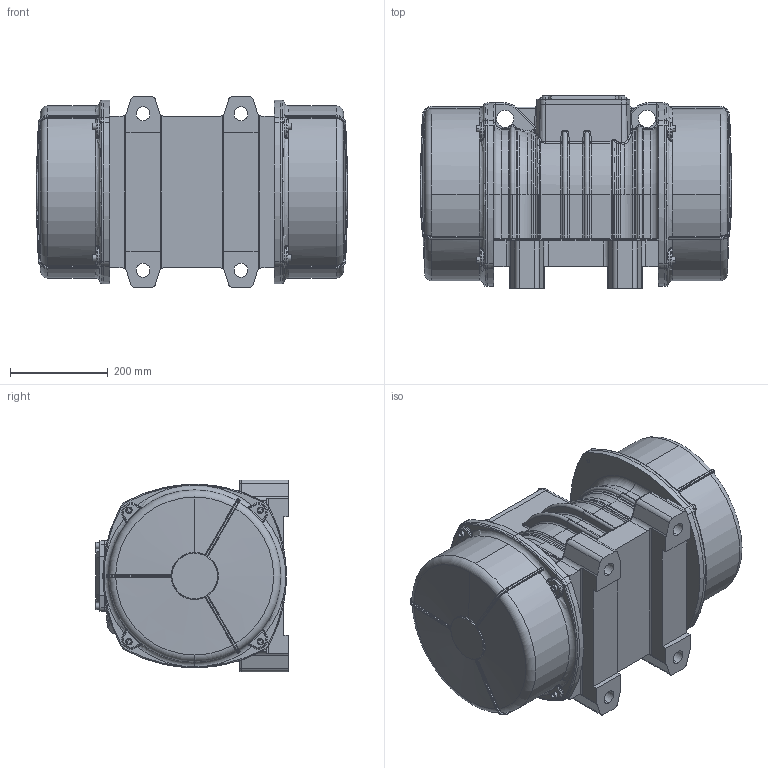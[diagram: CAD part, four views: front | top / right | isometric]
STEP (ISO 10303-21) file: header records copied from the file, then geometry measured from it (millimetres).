
FILE_DESCRIPTION (( 'STEP AP214' ), '1' );
FILE_NAME ('NEG 508830.STEP', '2011-03-03T10:42:26', ( ' ' ), ( ' ' ), 'SwSTEP 2.0', 'SolidWorks 2010', '' );
FILE_SCHEMA (( 'AUTOMOTIVE_DESIGN' ));
Length unit declared in the file: millimetre
Products named in the file (1): NEG 508830
Bounding box: 636.4 x 395 x 392 mm (x, y, z)
Volume: 35751686.4 mm3; surface area: 1964659.7 mm2
Topology: 3 solids, 3 shells, 1520 faces, 3655 edges, 2170 vertices
Faces by surface type: plane 451, cylinder 448, bspline 287, torus 246, sphere 64, cone 24
Entity records: 68349 total; most frequent: CARTESIAN_POINT 25037, ORIENTED_EDGE 7230, DIRECTION 6859, EDGE_CURVE 3615, AXIS2_PLACEMENT_3D 2680, VERTEX_POINT 2166, EDGE_LOOP 1605, FACE_OUTER_BOUND 1520
